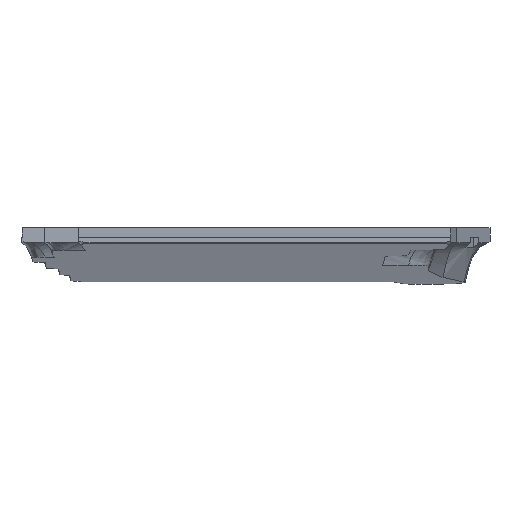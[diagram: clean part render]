
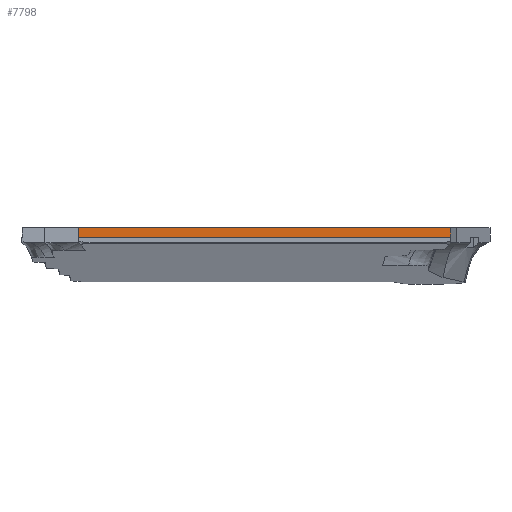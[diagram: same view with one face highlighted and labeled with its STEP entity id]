
A CAD part, left-side view. The second image highlights one B-rep face of the part: STEP entity #7798.
In plain terms, the highlighted planar face has unit normal (-1, 0, 0).
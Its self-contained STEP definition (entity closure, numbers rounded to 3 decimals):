
#1713=CARTESIAN_POINT('',(-62.93,36.5,-2.));
#1714=VERTEX_POINT('',#1713);
#1722=CARTESIAN_POINT('',(-62.93,-40.3,-2.));
#1723=VERTEX_POINT('',#1722);
#1730=CARTESIAN_POINT('',(-62.93,-40.3,-2.));
#1731=DIRECTION('',(0.,1.,0.));
#1732=VECTOR('',#1731,76.8);
#1733=LINE('',#1730,#1732);
#1734=EDGE_CURVE('',#1723,#1714,#1733,.T.);
#2573=CARTESIAN_POINT('',(-62.93,-40.3,0.));
#2574=VERTEX_POINT('',#2573);
#2619=CARTESIAN_POINT('',(-62.93,36.513,0.));
#2620=VERTEX_POINT('',#2619);
#2627=CARTESIAN_POINT('',(-62.93,-40.3,0.));
#2628=DIRECTION('',(0.,1.,0.));
#2629=VECTOR('',#2628,76.813);
#2630=LINE('',#2627,#2629);
#2631=EDGE_CURVE('',#2574,#2620,#2630,.T.);
#6540=CARTESIAN_POINT('',(-62.93,36.5,-2.854));
#6541=VERTEX_POINT('',#6540);
#6542=CARTESIAN_POINT('',(-62.93,36.5,-2.854));
#6543=DIRECTION('',(0.,0.,1.));
#6544=VECTOR('',#6543,0.854);
#6545=LINE('',#6542,#6544);
#6546=EDGE_CURVE('',#6541,#1714,#6545,.T.);
#7748=CARTESIAN_POINT('',(-62.93,36.513,-2.851));
#7749=VERTEX_POINT('',#7748);
#7763=CARTESIAN_POINT('',(-62.93,36.513,0.));
#7764=DIRECTION('',(0.,-0.,-1.));
#7765=VECTOR('',#7764,2.851);
#7766=LINE('',#7763,#7765);
#7767=EDGE_CURVE('',#2620,#7749,#7766,.T.);
#7774=CARTESIAN_POINT('',(-62.93,-1.906,-2.));
#7775=DIRECTION('',(1.,0.,0.));
#7776=DIRECTION('',(0.,0.,-1.));
#7777=AXIS2_PLACEMENT_3D('',#7774,#7775,#7776);
#7778=PLANE('',#7777);
#7779=ORIENTED_EDGE('',*,*,#7767,.T.);
#7780=CARTESIAN_POINT('',(-62.93,36.513,-2.851));
#7781=CARTESIAN_POINT('',(-62.93,36.509,-2.852));
#7782=CARTESIAN_POINT('',(-62.93,36.504,-2.853));
#7783=CARTESIAN_POINT('',(-62.93,36.5,-2.854));
#7784=B_SPLINE_CURVE_WITH_KNOTS('',3,(#7780,#7781,#7782,#7783),.UNSPECIFIED.,.F.,.F.,(4,4),(0.,0.),.UNSPECIFIED.);
#7785=EDGE_CURVE('',#7749,#6541,#7784,.T.);
#7786=ORIENTED_EDGE('',*,*,#7785,.T.);
#7787=ORIENTED_EDGE('',*,*,#6546,.T.);
#7788=ORIENTED_EDGE('',*,*,#1734,.F.);
#7789=CARTESIAN_POINT('',(-62.93,-40.3,-2.));
#7790=DIRECTION('',(0.,0.,1.));
#7791=VECTOR('',#7790,2.);
#7792=LINE('',#7789,#7791);
#7793=EDGE_CURVE('',#1723,#2574,#7792,.T.);
#7794=ORIENTED_EDGE('',*,*,#7793,.T.);
#7795=ORIENTED_EDGE('',*,*,#2631,.T.);
#7796=EDGE_LOOP('',(#7779,#7786,#7787,#7788,#7794,#7795));
#7797=FACE_BOUND('',#7796,.T.);
#7798=ADVANCED_FACE('',(#7797),#7778,.F.);
